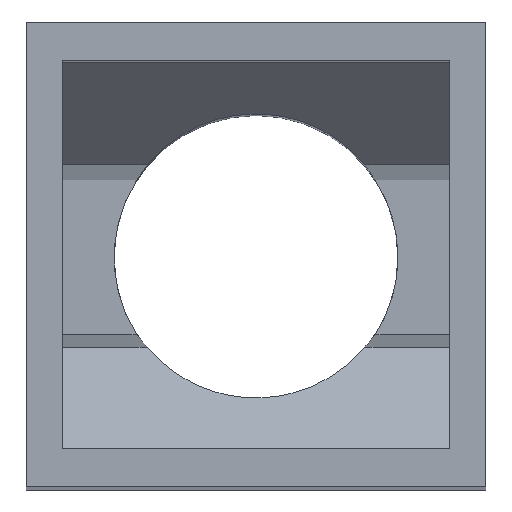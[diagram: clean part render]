
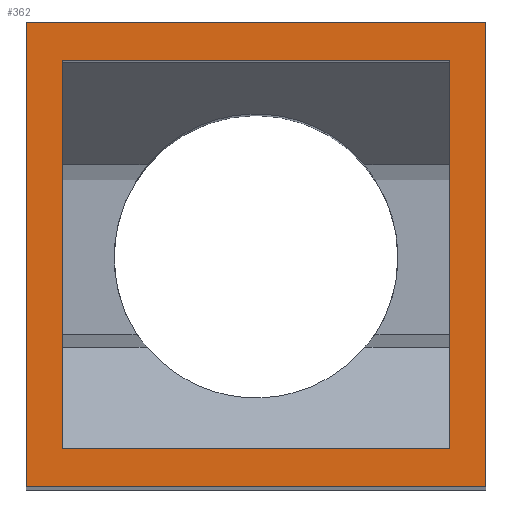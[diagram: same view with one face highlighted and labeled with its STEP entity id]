
A CAD part, top view. The second image highlights one B-rep face of the part: STEP entity #362.
In plain terms, the highlighted planar face has unit normal (0, 0, 1).
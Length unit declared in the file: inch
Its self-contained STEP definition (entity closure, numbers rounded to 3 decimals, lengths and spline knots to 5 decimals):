
#15=FACE_BOUND('',#62,.T.);
#23=PLANE('',#411);
#42=FACE_OUTER_BOUND('',#61,.T.);
#61=EDGE_LOOP('',(#290,#291,#292,#293));
#62=EDGE_LOOP('',(#294,#295,#296,#297));
#95=LINE('',#576,#136);
#98=LINE('',#582,#139);
#99=LINE('',#584,#140);
#100=LINE('',#586,#141);
#101=LINE('',#587,#142);
#102=LINE('',#589,#143);
#103=LINE('',#591,#144);
#104=LINE('',#592,#145);
#136=VECTOR('',#473,0.3937);
#139=VECTOR('',#478,0.3937);
#140=VECTOR('',#479,0.3937);
#141=VECTOR('',#480,0.3937);
#142=VECTOR('',#481,0.3937);
#143=VECTOR('',#482,0.3937);
#144=VECTOR('',#483,0.3937);
#145=VECTOR('',#484,0.3937);
#185=VERTEX_POINT('',#574);
#186=VERTEX_POINT('',#575);
#187=VERTEX_POINT('',#580);
#188=VERTEX_POINT('',#581);
#189=VERTEX_POINT('',#583);
#190=VERTEX_POINT('',#585);
#191=VERTEX_POINT('',#588);
#192=VERTEX_POINT('',#590);
#225=EDGE_CURVE('',#185,#186,#95,.T.);
#228=EDGE_CURVE('',#187,#188,#98,.T.);
#229=EDGE_CURVE('',#188,#189,#99,.T.);
#230=EDGE_CURVE('',#189,#190,#100,.T.);
#231=EDGE_CURVE('',#190,#187,#101,.T.);
#232=EDGE_CURVE('',#191,#185,#102,.T.);
#233=EDGE_CURVE('',#186,#192,#103,.T.);
#234=EDGE_CURVE('',#192,#191,#104,.T.);
#290=ORIENTED_EDGE('',*,*,#228,.T.);
#291=ORIENTED_EDGE('',*,*,#229,.T.);
#292=ORIENTED_EDGE('',*,*,#230,.T.);
#293=ORIENTED_EDGE('',*,*,#231,.T.);
#294=ORIENTED_EDGE('',*,*,#232,.T.);
#295=ORIENTED_EDGE('',*,*,#225,.T.);
#296=ORIENTED_EDGE('',*,*,#233,.T.);
#297=ORIENTED_EDGE('',*,*,#234,.T.);
#362=ADVANCED_FACE('',(#42,#15),#23,.T.);
#411=AXIS2_PLACEMENT_3D('',#579,#476,#477);
#473=DIRECTION('',(-1.,0.,0.));
#476=DIRECTION('center_axis',(0.,0.,1.));
#477=DIRECTION('ref_axis',(1.,0.,0.));
#478=DIRECTION('',(-1.,0.,0.));
#479=DIRECTION('',(0.,-1.,0.));
#480=DIRECTION('',(1.,0.,0.));
#481=DIRECTION('',(0.,1.,0.));
#482=DIRECTION('',(0.,-1.,0.));
#483=DIRECTION('',(0.,1.,0.));
#484=DIRECTION('',(1.,0.,0.));
#574=CARTESIAN_POINT('',(0.19685,-0.19685,1.81102));
#575=CARTESIAN_POINT('',(-0.19685,-0.19685,1.81102));
#576=CARTESIAN_POINT('',(0.,-0.19685,1.81102));
#579=CARTESIAN_POINT('Origin',(0.,0.,
1.81102));
#580=CARTESIAN_POINT('',(0.23327,0.23622,1.81102));
#581=CARTESIAN_POINT('',(-0.23327,0.23622,1.81102));
#582=CARTESIAN_POINT('',(0.23327,0.23622,1.81102));
#583=CARTESIAN_POINT('',(-0.23327,-0.23622,1.81102));
#584=CARTESIAN_POINT('',(-0.23327,0.23622,1.81102));
#585=CARTESIAN_POINT('',(0.23327,-0.23622,1.81102));
#586=CARTESIAN_POINT('',(-0.23327,-0.23622,1.81102));
#587=CARTESIAN_POINT('',(0.23327,-0.23622,1.81102));
#588=CARTESIAN_POINT('',(0.19685,0.19685,1.81102));
#589=CARTESIAN_POINT('',(0.19685,-0.04921,1.81102));
#590=CARTESIAN_POINT('',(-0.19685,0.19685,1.81102));
#591=CARTESIAN_POINT('',(-0.19685,0.04921,1.81102));
#592=CARTESIAN_POINT('',(0.,0.19685,1.81102));
